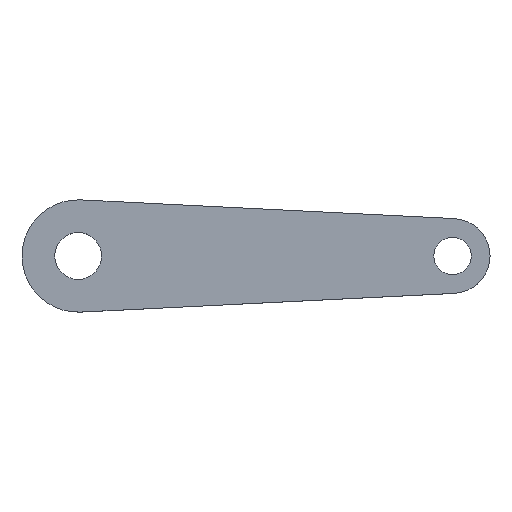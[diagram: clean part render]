
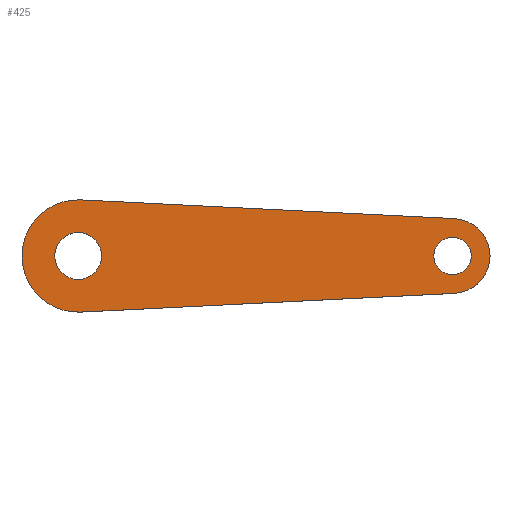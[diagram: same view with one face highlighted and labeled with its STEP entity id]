
A CAD part, top view. The second image highlights one B-rep face of the part: STEP entity #425.
In plain terms, the highlighted planar face has unit normal (0, 0, 1).
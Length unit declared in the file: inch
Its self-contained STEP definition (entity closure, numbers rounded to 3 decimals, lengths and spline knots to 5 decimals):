
#2 = VERTEX_POINT ( 'NONE', #403 ) ;
#4 = CARTESIAN_POINT ( 'NONE',  ( 0.125, 0., 0.125 ) ) ;
#6 = CARTESIAN_POINT ( 'NONE',  ( -0.125, 0., 0.125 ) ) ;
#7 = ORIENTED_EDGE ( 'NONE', *, *, #202, .T. ) ;
#9 = CARTESIAN_POINT ( 'NONE',  ( 2., 0., 0.125 ) ) ;
#12 = DIRECTION ( 'NONE',  ( 1., 0., 0. ) ) ;
#14 = AXIS2_PLACEMENT_3D ( 'NONE', #141, #377, #174 ) ;
#16 = VERTEX_POINT ( 'NONE', #6 ) ;
#17 = LINE ( 'NONE', #214, #233 ) ;
#18 = CARTESIAN_POINT ( 'NONE',  ( 0.015, 0.29962, 0.125 ) ) ;
#25 = DIRECTION ( 'NONE',  ( 0., 0., 1. ) ) ;
#31 = EDGE_CURVE ( 'NONE', #2, #122, #43, .T. ) ;
#41 = ORIENTED_EDGE ( 'NONE', *, *, #212, .T. ) ;
#42 = DIRECTION ( 'NONE',  ( 0., 0., 1. ) ) ;
#43 = CIRCLE ( 'NONE', #14, 0.3 ) ;
#53 = EDGE_LOOP ( 'NONE', ( #262, #7, #335, #41, #294 ) ) ;
#56 = LINE ( 'NONE', #18, #151 ) ;
#57 = EDGE_CURVE ( 'NONE', #207, #410, #221, .T. ) ;
#58 = VERTEX_POINT ( 'NONE', #4 ) ;
#66 = DIRECTION ( 'NONE',  ( 0., 0., 1. ) ) ;
#77 = DIRECTION ( 'NONE',  ( 0., 0., 1. ) ) ;
#80 = FACE_OUTER_BOUND ( 'NONE', #53, .T. ) ;
#85 = CARTESIAN_POINT ( 'NONE',  ( 0., 0., 0.125 ) ) ;
#87 = ORIENTED_EDGE ( 'NONE', *, *, #277, .F. ) ;
#98 = ORIENTED_EDGE ( 'NONE', *, *, #161, .F. ) ;
#108 = CIRCLE ( 'NONE', #402, 0.3 ) ;
#121 = ORIENTED_EDGE ( 'NONE', *, *, #57, .F. ) ;
#122 = VERTEX_POINT ( 'NONE', #241 ) ;
#133 = DIRECTION ( 'NONE',  ( 1., 0., 0. ) ) ;
#139 = VERTEX_POINT ( 'NONE', #267 ) ;
#141 = CARTESIAN_POINT ( 'NONE',  ( 0., 0., 0.125 ) ) ;
#145 = AXIS2_PLACEMENT_3D ( 'NONE', #426, #25, #424 ) ;
#151 = VECTOR ( 'NONE', #386, 39.37008 ) ;
#161 = EDGE_CURVE ( 'NONE', #58, #16, #367, .T. ) ;
#174 = DIRECTION ( 'NONE',  ( 1., 0., 0. ) ) ;
#177 = CARTESIAN_POINT ( 'NONE',  ( 2., 0., 0.125 ) ) ;
#181 = AXIS2_PLACEMENT_3D ( 'NONE', #85, #77, #381 ) ;
#182 = EDGE_LOOP ( 'NONE', ( #87, #98 ) ) ;
#185 = DIRECTION ( 'NONE',  ( 1., 0., 0. ) ) ;
#202 = EDGE_CURVE ( 'NONE', #122, #303, #108, .T. ) ;
#207 = VERTEX_POINT ( 'NONE', #316 ) ;
#212 = EDGE_CURVE ( 'NONE', #266, #139, #382, .T. ) ;
#214 = CARTESIAN_POINT ( 'NONE',  ( 2.01, -0.19975, 0.125 ) ) ;
#217 = CARTESIAN_POINT ( 'NONE',  ( 0., 0., 0.125 ) ) ;
#219 = DIRECTION ( 'NONE',  ( 0., 0., 1. ) ) ;
#221 = CIRCLE ( 'NONE', #353, 0.1 ) ;
#233 = VECTOR ( 'NONE', #279, 39.37008 ) ;
#241 = CARTESIAN_POINT ( 'NONE',  ( -0.3, 0., 0.125 ) ) ;
#242 = CIRCLE ( 'NONE', #181, 0.125 ) ;
#245 = DIRECTION ( 'NONE',  ( 0., 0., 1. ) ) ;
#248 = CARTESIAN_POINT ( 'NONE',  ( 0., 0., 0.125 ) ) ;
#250 = EDGE_CURVE ( 'NONE', #303, #266, #17, .T. ) ;
#255 = FACE_BOUND ( 'NONE', #182, .T. ) ;
#257 = CARTESIAN_POINT ( 'NONE',  ( 0., 0., 0.125 ) ) ;
#262 = ORIENTED_EDGE ( 'NONE', *, *, #31, .T. ) ;
#266 = VERTEX_POINT ( 'NONE', #415 ) ;
#267 = CARTESIAN_POINT ( 'NONE',  ( 2.01, 0.19975, 0.125 ) ) ;
#277 = EDGE_CURVE ( 'NONE', #16, #58, #242, .T. ) ;
#278 = DIRECTION ( 'NONE',  ( 1., 0., 0. ) ) ;
#279 = DIRECTION ( 'NONE',  ( 0.999, 0.05, 0. ) ) ;
#294 = ORIENTED_EDGE ( 'NONE', *, *, #310, .T. ) ;
#303 = VERTEX_POINT ( 'NONE', #349 ) ;
#310 = EDGE_CURVE ( 'NONE', #139, #2, #56, .T. ) ;
#312 = AXIS2_PLACEMENT_3D ( 'NONE', #257, #391, #388 ) ;
#315 = ORIENTED_EDGE ( 'NONE', *, *, #404, .F. ) ;
#316 = CARTESIAN_POINT ( 'NONE',  ( 2.1, 0., 0.125 ) ) ;
#328 = PLANE ( 'NONE',  #312 ) ;
#329 = EDGE_LOOP ( 'NONE', ( #315, #121 ) ) ;
#335 = ORIENTED_EDGE ( 'NONE', *, *, #250, .T. ) ;
#337 = FACE_BOUND ( 'NONE', #329, .T. ) ;
#349 = CARTESIAN_POINT ( 'NONE',  ( 0.015, -0.29962, 0.125 ) ) ;
#353 = AXIS2_PLACEMENT_3D ( 'NONE', #177, #245, #133 ) ;
#367 = CIRCLE ( 'NONE', #408, 0.125 ) ;
#368 = CARTESIAN_POINT ( 'NONE',  ( 1.9, 0., 0.125 ) ) ;
#377 = DIRECTION ( 'NONE',  ( 0., 0., 1. ) ) ;
#381 = DIRECTION ( 'NONE',  ( 1., 0., 0. ) ) ;
#382 = CIRCLE ( 'NONE', #420, 0.2 ) ;
#386 = DIRECTION ( 'NONE',  ( -0.999, 0.05, 0. ) ) ;
#388 = DIRECTION ( 'NONE',  ( 1., 0., 0. ) ) ;
#391 = DIRECTION ( 'NONE',  ( 0., 0., 1. ) ) ;
#402 = AXIS2_PLACEMENT_3D ( 'NONE', #248, #42, #278 ) ;
#403 = CARTESIAN_POINT ( 'NONE',  ( 0.015, 0.29962, 0.125 ) ) ;
#404 = EDGE_CURVE ( 'NONE', #410, #207, #423, .T. ) ;
#408 = AXIS2_PLACEMENT_3D ( 'NONE', #217, #219, #12 ) ;
#410 = VERTEX_POINT ( 'NONE', #368 ) ;
#415 = CARTESIAN_POINT ( 'NONE',  ( 2.01, -0.19975, 0.125 ) ) ;
#420 = AXIS2_PLACEMENT_3D ( 'NONE', #9, #66, #185 ) ;
#423 = CIRCLE ( 'NONE', #145, 0.1 ) ;
#424 = DIRECTION ( 'NONE',  ( 1., 0., 0. ) ) ;
#425 = ADVANCED_FACE ( 'NONE', ( #255, #80, #337 ), #328, .T. ) ;
#426 = CARTESIAN_POINT ( 'NONE',  ( 2., 0., 0.125 ) ) ;
